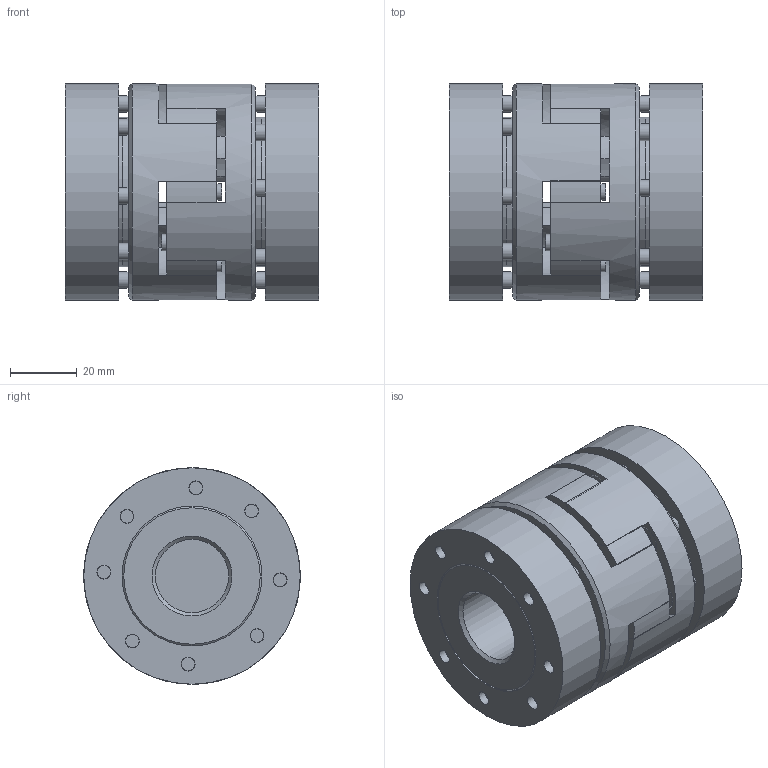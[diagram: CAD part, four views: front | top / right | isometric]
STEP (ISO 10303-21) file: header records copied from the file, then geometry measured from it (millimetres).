
FILE_DESCRIPTION(/* description */ ('STEP AP203'),/* implementation_level */ '2;1');
FILE_NAME(/* name */ 'KBE3C-28-22-25',/* time_stamp */ '2023-06-21T10:44:01+02:00',/* author */ ('License CC BY-ND 4.0'),/* organization */ ('CADENAS'),/* preprocessor_version */ 'ST-DEVELOPER v19.3',/* originating_system */ 'PARTsolutions',/* authorisation */ ' ');
FILE_SCHEMA (('CONFIG_CONTROL_DESIGN'));
Length unit declared in the file: millimetre
Products named in the file (1): KBE3C-28-22-25
Bounding box: 76 x 65 x 65 mm (x, y, z)
Volume: 191431.6 mm3; surface area: 52898.4 mm2
Topology: 1 solids, 1 shells, 428 faces, 1012 edges, 652 vertices
Faces by surface type: plane 220, cylinder 162, cone 28, torus 18
Full cylindrical faces by diameter (mm): 4.134 x24, 5 x24, 5.5 x16, 8.5 x16, 9.5 x16, 22 x1, 25 x1, 40 x2, 45 x2, 65 x4
Entity records: 14568 total; most frequent: DIRECTION 2138, CARTESIAN_POINT 1885, ORIENTED_EDGE 1664, AXIS2_PLACEMENT_3D 877, EDGE_CURVE 832, EDGE_LOOP 726, FACE_BOUND 726, VERTEX_POINT 624
